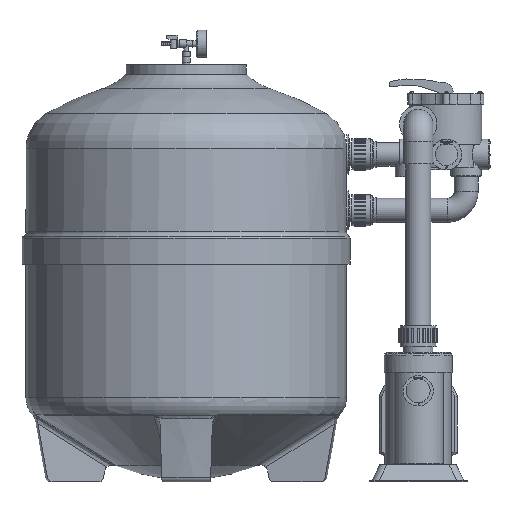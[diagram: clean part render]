
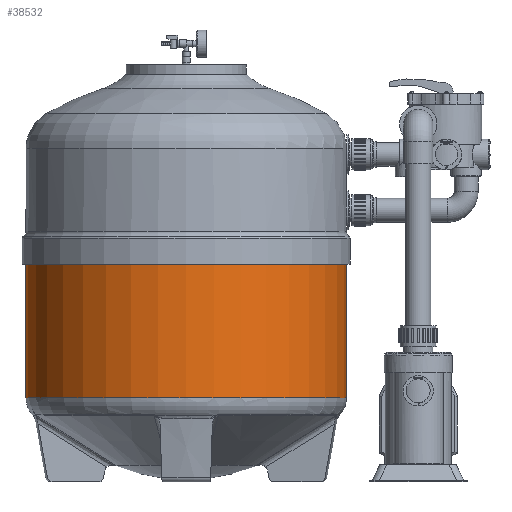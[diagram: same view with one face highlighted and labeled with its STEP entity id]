
A CAD part, left-side view. The second image highlights one B-rep face of the part: STEP entity #38532.
In plain terms, the highlighted cylindrical face has radius 401.19 mm (diameter 802.38 mm), a full revolution.
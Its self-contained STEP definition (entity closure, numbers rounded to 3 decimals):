
#2217=FACE_BOUND('',#5875,.T.);
#2617=CIRCLE('',#40896,401.19);
#2618=CIRCLE('',#40897,401.19);
#3309=CYLINDRICAL_SURFACE('',#40895,401.19);
#3570=FACE_OUTER_BOUND('',#5874,.T.);
#5874=EDGE_LOOP('',(#25706));
#5875=EDGE_LOOP('',(#25707));
#15891=VERTEX_POINT('',#53284);
#15892=VERTEX_POINT('',#53286);
#19818=EDGE_CURVE('',#15891,#15891,#2617,.T.);
#19819=EDGE_CURVE('',#15892,#15892,#2618,.T.);
#25706=ORIENTED_EDGE('',*,*,#19818,.T.);
#25707=ORIENTED_EDGE('',*,*,#19819,.F.);
#38532=ADVANCED_FACE('',(#3570,#2217),#3309,.T.);
#40895=AXIS2_PLACEMENT_3D('',#53283,#43705,#43706);
#40896=AXIS2_PLACEMENT_3D('',#53285,#43707,#43708);
#40897=AXIS2_PLACEMENT_3D('',#53287,#43709,#43710);
#43705=DIRECTION('center_axis',(0.,0.,-1.));
#43706=DIRECTION('ref_axis',(-1.,0.,0.));
#43707=DIRECTION('center_axis',(0.,0.,-1.));
#43708=DIRECTION('ref_axis',(1.,0.,0.));
#43709=DIRECTION('center_axis',(0.,0.,-1.));
#43710=DIRECTION('ref_axis',(1.,0.,0.));
#53283=CARTESIAN_POINT('Origin',(0.,0.,336.628));
#53284=CARTESIAN_POINT('',(-401.19,0.,503.878));
#53285=CARTESIAN_POINT('Origin',(0.,0.,503.878));
#53286=CARTESIAN_POINT('',(-401.19,0.,169.378));
#53287=CARTESIAN_POINT('Origin',(0.,0.,169.378));
